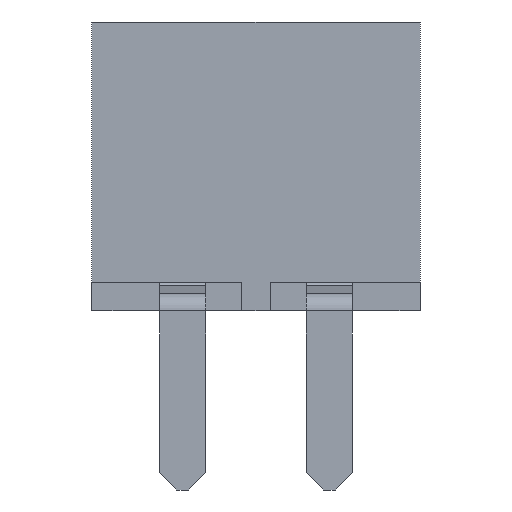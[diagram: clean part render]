
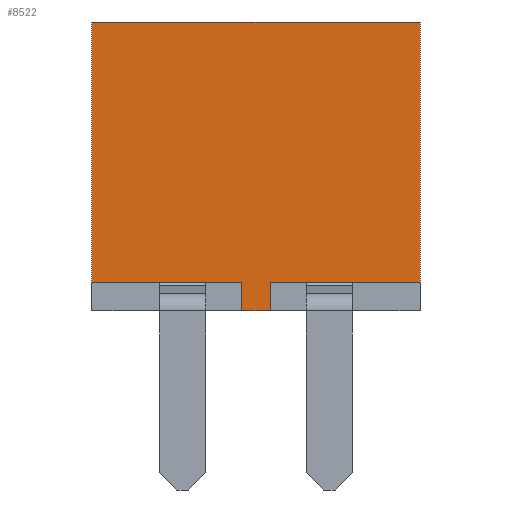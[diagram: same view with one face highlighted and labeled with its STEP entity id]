
A CAD part, left-side view. The second image highlights one B-rep face of the part: STEP entity #8522.
In plain terms, the highlighted face is planar.
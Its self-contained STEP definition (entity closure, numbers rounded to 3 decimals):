
#734=ORIENTED_EDGE('',*,*,#2547,.T.);
#735=ORIENTED_EDGE('',*,*,#2527,.T.);
#736=ORIENTED_EDGE('',*,*,#2548,.F.);
#737=ORIENTED_EDGE('',*,*,#2549,.F.);
#738=ORIENTED_EDGE('',*,*,#2363,.T.);
#739=ORIENTED_EDGE('',*,*,#2375,.T.);
#740=ORIENTED_EDGE('',*,*,#2550,.F.);
#741=ORIENTED_EDGE('',*,*,#2551,.T.);
#2363=EDGE_CURVE('',#3306,#3305,#3900,.T.);
#2375=EDGE_CURVE('',#3305,#3316,#3911,.T.);
#2527=EDGE_CURVE('',#3432,#3431,#4036,.T.);
#2547=EDGE_CURVE('',#3449,#3432,#4053,.T.);
#2548=EDGE_CURVE('',#3450,#3431,#4054,.T.);
#2549=EDGE_CURVE('',#3306,#3450,#4055,.T.);
#2550=EDGE_CURVE('',#3451,#3316,#4056,.T.);
#2551=EDGE_CURVE('',#3451,#3449,#4057,.T.);
#3305=VERTEX_POINT('',#11303);
#3306=VERTEX_POINT('',#11305);
#3316=VERTEX_POINT('',#11327);
#3431=VERTEX_POINT('',#11620);
#3432=VERTEX_POINT('',#11622);
#3449=VERTEX_POINT('',#11661);
#3450=VERTEX_POINT('',#11663);
#3451=VERTEX_POINT('',#11666);
#3900=LINE('',#11304,#4572);
#3911=LINE('',#11328,#4583);
#4036=LINE('',#11621,#4708);
#4053=LINE('',#11660,#4725);
#4054=LINE('',#11662,#4726);
#4055=LINE('',#11664,#4727);
#4056=LINE('',#11665,#4728);
#4057=LINE('',#11667,#4729);
#4572=VECTOR('',#9469,1000.);
#4583=VECTOR('',#9484,1000.);
#4708=VECTOR('',#9715,1000.);
#4725=VECTOR('',#9742,1000.);
#4726=VECTOR('',#9743,1000.);
#4727=VECTOR('',#9744,1000.);
#4728=VECTOR('',#9745,1000.);
#4729=VECTOR('',#9746,1000.);
#5244=EDGE_LOOP('',(#734,#735,#736,#737,#738,#739,#740,#741));
#5598=FACE_BOUND('',#5244,.T.);
#5943=PLANE('',#8905);
#8522=ADVANCED_FACE('',(#5598),#5943,.F.);
#8905=AXIS2_PLACEMENT_3D('',#11659,#9740,#9741);
#9469=DIRECTION('',(0.,0.,1.));
#9484=DIRECTION('',(1.,0.,0.));
#9715=DIRECTION('',(1.,0.,0.));
#9740=DIRECTION('',(0.,1.,0.));
#9741=DIRECTION('',(0.,0.,1.));
#9742=DIRECTION('',(0.,0.,-1.));
#9743=DIRECTION('',(0.,0.,1.));
#9744=DIRECTION('',(-1.,0.,0.));
#9745=DIRECTION('',(0.,0.,-1.));
#9746=DIRECTION('',(-1.,0.,0.));
#11303=CARTESIAN_POINT('',(0.25,-2.54,-2.));
#11304=CARTESIAN_POINT('',(0.25,-2.54,-2.5));
#11305=CARTESIAN_POINT('',(0.25,-2.54,-2.5));
#11327=CARTESIAN_POINT('',(2.84,-2.54,-2.));
#11328=CARTESIAN_POINT('',(-6.274,-2.54,-2.));
#11620=CARTESIAN_POINT('',(-0.25,-2.54,-2.));
#11621=CARTESIAN_POINT('',(-6.274,-2.54,-2.));
#11622=CARTESIAN_POINT('',(-2.84,-2.54,-2.));
#11659=CARTESIAN_POINT('',(2.84,-2.54,2.5));
#11660=CARTESIAN_POINT('',(-2.84,-2.54,2.5));
#11661=CARTESIAN_POINT('',(-2.84,-2.54,2.5));
#11662=CARTESIAN_POINT('',(-0.25,-2.54,-2.5));
#11663=CARTESIAN_POINT('',(-0.25,-2.54,-2.5));
#11664=CARTESIAN_POINT('',(0.25,-2.54,-2.5));
#11665=CARTESIAN_POINT('',(2.84,-2.54,2.5));
#11666=CARTESIAN_POINT('',(2.84,-2.54,2.5));
#11667=CARTESIAN_POINT('',(2.84,-2.54,2.5));
